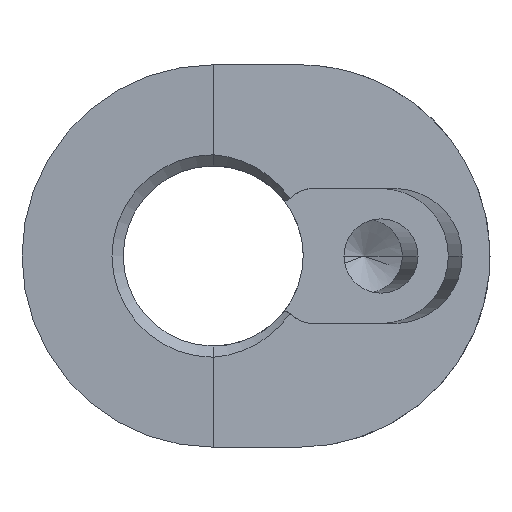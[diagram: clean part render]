
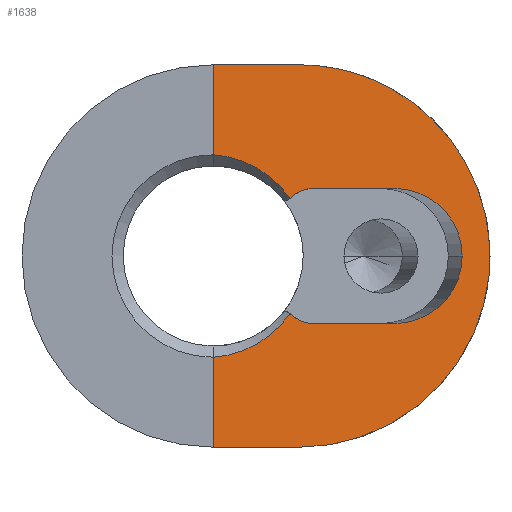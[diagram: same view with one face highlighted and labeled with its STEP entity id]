
A CAD part, left-side view. The second image highlights one B-rep face of the part: STEP entity #1638.
In plain terms, the highlighted planar face has unit normal (-0.998, -0.07, 0).
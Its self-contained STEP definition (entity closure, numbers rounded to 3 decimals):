
#2 = CARTESIAN_POINT ( 'NONE',  ( 0.355, -5.078, 3. ) ) ;
#15 = ORIENTED_EDGE ( 'NONE', *, *, #1245, .F. ) ;
#47 = VECTOR ( 'NONE', #735, 1000. ) ;
#54 = ORIENTED_EDGE ( 'NONE', *, *, #1505, .T. ) ;
#85 = VECTOR ( 'NONE', #874, 1000. ) ;
#183 = CARTESIAN_POINT ( 'NONE',  ( 0.248, -3.545, -2.7 ) ) ;
#194 = AXIS2_PLACEMENT_3D ( 'NONE', #562, #541, #515 ) ;
#236 = VERTEX_POINT ( 'NONE', #1177 ) ;
#267 = CARTESIAN_POINT ( 'NONE',  ( 0., 0., 4.5 ) ) ;
#276 = CARTESIAN_POINT ( 'NONE',  ( 0.312, -4.464, -3. ) ) ;
#284 = VERTEX_POINT ( 'NONE', #944 ) ;
#323 = FACE_OUTER_BOUND ( 'NONE', #391, .T. ) ;
#337 = CARTESIAN_POINT ( 'NONE',  ( 0.098, -1.396, 4.402 ) ) ;
#346 =( BOUNDED_CURVE ( )  B_SPLINE_CURVE ( 3, ( #836, #834, #833, #830 ),
 .UNSPECIFIED., .F., .T. ) 
 B_SPLINE_CURVE_WITH_KNOTS ( ( 4, 4 ),
 ( 1.571, 4.712 ),
 .UNSPECIFIED. ) 
 CURVE ( )  GEOMETRIC_REPRESENTATION_ITEM ( )  RATIONAL_B_SPLINE_CURVE ( ( 1., 0.333, 0.333, 1. ) ) 
 REPRESENTATION_ITEM ( '' )  );
#360 = CARTESIAN_POINT ( 'NONE',  ( 0.259, -3.711, -2.811 ) ) ;
#363 = CARTESIAN_POINT ( 'NONE',  ( 0.774, -11.063, 0. ) ) ;
#368 = CARTESIAN_POINT ( 'NONE',  ( 0.312, -4.464, -3. ) ) ;
#386 = LINE ( 'NONE', #2, #1365 ) ;
#387 = CARTESIAN_POINT ( 'NONE',  ( 0.298, -4.268, -3. ) ) ;
#391 = EDGE_LOOP ( 'NONE', ( #1009, #1148, #15, #54, #1331, #1093, #1322, #710, #1474, #860, #775, #947, #491 ) ) ;
#394 = CARTESIAN_POINT ( 'NONE',  ( 0.285, -4.072, -2.961 ) ) ;
#413 = DIRECTION ( 'NONE',  ( -0.07, 0.998, 0. ) ) ;
#417 = VERTEX_POINT ( 'NONE', #424 ) ;
#424 = CARTESIAN_POINT ( 'NONE',  ( 0.312, -4.464, 3. ) ) ;
#441 = CARTESIAN_POINT ( 'NONE',  ( 0.238, -3.406, -2.561 ) ) ;
#491 = ORIENTED_EDGE ( 'NONE', *, *, #1646, .F. ) ;
#497 = VERTEX_POINT ( 'NONE', #1176 ) ;
#515 = DIRECTION ( 'NONE',  ( 0.07, -0.998, 0. ) ) ;
#541 = DIRECTION ( 'NONE',  ( -0.998, -0.07, 0. ) ) ;
#542 = VERTEX_POINT ( 'NONE', #1043 ) ;
#546 = VECTOR ( 'NONE', #1550, 1000. ) ;
#547 = CARTESIAN_POINT ( 'NONE',  ( 0., 0., 4.5 ) ) ;
#562 = CARTESIAN_POINT ( 'NONE',  ( 0.564, -8.07, 0. ) ) ;
#610 =( BOUNDED_CURVE ( )  B_SPLINE_CURVE ( 3, ( #921, #911, #898, #896 ),
 .UNSPECIFIED., .F., .T. ) 
 B_SPLINE_CURVE_WITH_KNOTS ( ( 4, 4 ),
 ( 1.641, 2.538 ),
 .UNSPECIFIED. ) 
 CURVE ( )  GEOMETRIC_REPRESENTATION_ITEM ( )  RATIONAL_B_SPLINE_CURVE ( ( 1., 0.934, 0.934, 1. ) ) 
 REPRESENTATION_ITEM ( '' )  );
#618 = VERTEX_POINT ( 'NONE', #276 ) ;
#675 = VERTEX_POINT ( 'NONE', #1138 ) ;
#695 = VERTEX_POINT ( 'NONE', #1239 ) ;
#710 = ORIENTED_EDGE ( 'NONE', *, *, #1317, .F. ) ;
#734 = CARTESIAN_POINT ( 'NONE',  ( 0.355, -5.078, -3. ) ) ;
#735 = DIRECTION ( 'NONE',  ( 0.07, -0.998, 0. ) ) ;
#738 = CARTESIAN_POINT ( 'NONE',  ( 0.183, -2.612, 3.711 ) ) ;
#741 = DIRECTION ( 'NONE',  ( 0.07, -0.998, 0. ) ) ;
#752 = DIRECTION ( 'NONE',  ( -0.998, -0.07, 0. ) ) ;
#759 = PLANE ( 'NONE',  #1055 ) ;
#770 = CARTESIAN_POINT ( 'NONE',  ( 0.266, -3.8, -8.5 ) ) ;
#775 = ORIENTED_EDGE ( 'NONE', *, *, #1026, .F. ) ;
#782 = VECTOR ( 'NONE', #1057, 1000. ) ;
#791 = CARTESIAN_POINT ( 'NONE',  ( 0., 0., 0. ) ) ;
#794 = CARTESIAN_POINT ( 'NONE',  ( 0.238, -3.406, 2.561 ) ) ;
#800 = CARTESIAN_POINT ( 'NONE',  ( 0.248, -3.545, 2.7 ) ) ;
#803 = CARTESIAN_POINT ( 'NONE',  ( 0.259, -3.711, 2.811 ) ) ;
#811 = CARTESIAN_POINT ( 'NONE',  ( 0.285, -4.072, 2.961 ) ) ;
#829 = CARTESIAN_POINT ( 'NONE',  ( 0., 0., -8.5 ) ) ;
#830 = CARTESIAN_POINT ( 'NONE',  ( 0.266, -3.8, 8.5 ) ) ;
#833 = CARTESIAN_POINT ( 'NONE',  ( 1.454, -20.8, 8.5 ) ) ;
#834 = CARTESIAN_POINT ( 'NONE',  ( 1.454, -20.8, -8.5 ) ) ;
#836 = CARTESIAN_POINT ( 'NONE',  ( 0.266, -3.8, -8.5 ) ) ;
#846 = CARTESIAN_POINT ( 'NONE',  ( 0.238, -3.406, 2.561 ) ) ;
#860 = ORIENTED_EDGE ( 'NONE', *, *, #960, .F. ) ;
#863 = EDGE_CURVE ( 'NONE', #695, #1166, #1199, .T. ) ;
#864 = LINE ( 'NONE', #1271, #1171 ) ;
#867 = CARTESIAN_POINT ( 'NONE',  ( 0.298, -4.268, 3. ) ) ;
#871 = CARTESIAN_POINT ( 'NONE',  ( 0.312, -4.464, 3. ) ) ;
#874 = DIRECTION ( 'NONE',  ( -0.07, 0.998, 0. ) ) ;
#880 = CARTESIAN_POINT ( 'NONE',  ( 0.112, -1.6, 8.5 ) ) ;
#894 = LINE ( 'NONE', #1490, #546 ) ;
#896 = CARTESIAN_POINT ( 'NONE',  ( 0.238, -3.406, -2.561 ) ) ;
#898 = CARTESIAN_POINT ( 'NONE',  ( 0.183, -2.612, -3.711 ) ) ;
#911 = CARTESIAN_POINT ( 'NONE',  ( 0.098, -1.396, -4.402 ) ) ;
#921 = CARTESIAN_POINT ( 'NONE',  ( 0., 0., -4.5 ) ) ;
#924 = VERTEX_POINT ( 'NONE', #770 ) ;
#944 = CARTESIAN_POINT ( 'NONE',  ( 0.564, -8.07, 3. ) ) ;
#947 = ORIENTED_EDGE ( 'NONE', *, *, #863, .F. ) ;
#960 = EDGE_CURVE ( 'NONE', #284, #417, #386, .T. ) ;
#1005 = LINE ( 'NONE', #734, #47 ) ;
#1009 = ORIENTED_EDGE ( 'NONE', *, *, #1306, .F. ) ;
#1026 = EDGE_CURVE ( 'NONE', #1166, #284, #1530, .T. ) ;
#1043 = CARTESIAN_POINT ( 'NONE',  ( 0.238, -3.406, 2.561 ) ) ;
#1055 = AXIS2_PLACEMENT_3D ( 'NONE', #791, #752, #741 ) ;
#1057 = DIRECTION ( 'NONE',  ( 0., 0., 1. ) ) ;
#1061 = DIRECTION ( 'NONE',  ( 0.07, -0.998, 0. ) ) ;
#1078 = EDGE_CURVE ( 'NONE', #1140, #236, #1479, .T. ) ;
#1093 = ORIENTED_EDGE ( 'NONE', *, *, #1562, .T. ) ;
#1109 = VERTEX_POINT ( 'NONE', #829 ) ;
#1126 = B_SPLINE_CURVE_WITH_KNOTS ( 'NONE', 3,
 ( #441, #183, #360, #394, #387, #368 ),
 .UNSPECIFIED., .F., .F.,
 ( 4, 2, 4 ),
 ( 0., 0.001, 0.001 ),
 .UNSPECIFIED. ) ;
#1129 = CARTESIAN_POINT ( 'NONE',  ( 0., 0., 0. ) ) ;
#1138 = CARTESIAN_POINT ( 'NONE',  ( 0.238, -3.406, -2.561 ) ) ;
#1140 = VERTEX_POINT ( 'NONE', #547 ) ;
#1148 = ORIENTED_EDGE ( 'NONE', *, *, #1285, .F. ) ;
#1166 = VERTEX_POINT ( 'NONE', #363 ) ;
#1171 = VECTOR ( 'NONE', #1061, 1000. ) ;
#1176 = CARTESIAN_POINT ( 'NONE',  ( 0., 0., -4.5 ) ) ;
#1177 = CARTESIAN_POINT ( 'NONE',  ( 0., 0., 8.5 ) ) ;
#1199 = CIRCLE ( 'NONE', #194, 3. ) ;
#1239 = CARTESIAN_POINT ( 'NONE',  ( 0.564, -8.07, -3. ) ) ;
#1245 = EDGE_CURVE ( 'NONE', #1109, #497, #894, .T. ) ;
#1246 = AXIS2_PLACEMENT_3D ( 'NONE', #1304, #1284, #1282 ) ;
#1271 = CARTESIAN_POINT ( 'NONE',  ( 0.112, -1.6, -8.5 ) ) ;
#1282 = DIRECTION ( 'NONE',  ( 0.07, -0.998, 0. ) ) ;
#1284 = DIRECTION ( 'NONE',  ( -0.998, -0.07, 0. ) ) ;
#1285 = EDGE_CURVE ( 'NONE', #497, #675, #610, .T. ) ;
#1304 = CARTESIAN_POINT ( 'NONE',  ( 0.564, -8.07, 0. ) ) ;
#1306 = EDGE_CURVE ( 'NONE', #675, #618, #1126, .T. ) ;
#1317 = EDGE_CURVE ( 'NONE', #542, #1140, #1419, .T. ) ;
#1322 = ORIENTED_EDGE ( 'NONE', *, *, #1078, .F. ) ;
#1331 = ORIENTED_EDGE ( 'NONE', *, *, #1598, .T. ) ;
#1365 = VECTOR ( 'NONE', #413, 1000. ) ;
#1419 =( BOUNDED_CURVE ( )  B_SPLINE_CURVE ( 3, ( #846, #738, #337, #267 ),
 .UNSPECIFIED., .F., .F. ) 
 B_SPLINE_CURVE_WITH_KNOTS ( ( 4, 4 ),
 ( 3.745, 4.642 ),
 .UNSPECIFIED. ) 
 CURVE ( )  GEOMETRIC_REPRESENTATION_ITEM ( )  RATIONAL_B_SPLINE_CURVE ( ( 1., 0.934, 0.934, 1. ) ) 
 REPRESENTATION_ITEM ( '' )  );
#1428 = VERTEX_POINT ( 'NONE', #1482 ) ;
#1474 = ORIENTED_EDGE ( 'NONE', *, *, #1608, .F. ) ;
#1477 = LINE ( 'NONE', #880, #85 ) ;
#1479 = LINE ( 'NONE', #1129, #782 ) ;
#1482 = CARTESIAN_POINT ( 'NONE',  ( 0.266, -3.8, 8.5 ) ) ;
#1490 = CARTESIAN_POINT ( 'NONE',  ( 0., 0., 0. ) ) ;
#1505 = EDGE_CURVE ( 'NONE', #1109, #924, #864, .T. ) ;
#1530 = CIRCLE ( 'NONE', #1246, 3. ) ;
#1550 = DIRECTION ( 'NONE',  ( 0., 0., 1. ) ) ;
#1562 = EDGE_CURVE ( 'NONE', #1428, #236, #1477, .T. ) ;
#1577 = B_SPLINE_CURVE_WITH_KNOTS ( 'NONE', 3,
 ( #871, #867, #811, #803, #800, #794 ),
 .UNSPECIFIED., .F., .F.,
 ( 4, 2, 4 ),
 ( 0., 0.001, 0.001 ),
 .UNSPECIFIED. ) ;
#1598 = EDGE_CURVE ( 'NONE', #924, #1428, #346, .T. ) ;
#1608 = EDGE_CURVE ( 'NONE', #417, #542, #1577, .T. ) ;
#1638 = ADVANCED_FACE ( 'NONE', ( #323 ), #759, .T. ) ;
#1646 = EDGE_CURVE ( 'NONE', #618, #695, #1005, .T. ) ;
